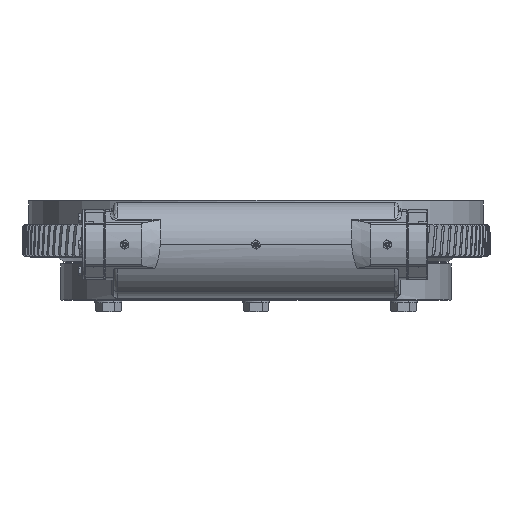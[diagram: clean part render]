
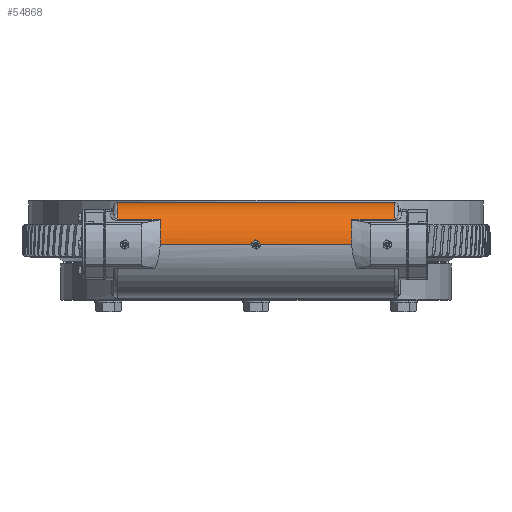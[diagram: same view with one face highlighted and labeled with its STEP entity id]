
A CAD part, front view. The second image highlights one B-rep face of the part: STEP entity #54868.
In plain terms, the highlighted cylindrical face has radius 57 mm (diameter 114 mm), a partial arc.
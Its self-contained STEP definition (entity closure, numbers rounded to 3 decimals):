
#1765 = CARTESIAN_POINT ( 'NONE',  ( -130.8, -390.35, 0. ) ) ;
#2364 = CARTESIAN_POINT ( 'NONE',  ( -3.819, -390.319, 1.885 ) ) ;
#2412 = VERTEX_POINT ( 'NONE', #84355 ) ;
#2703 = CARTESIAN_POINT ( 'NONE',  ( 3.686, -390.31, 2.134 ) ) ;
#3061 = CARTESIAN_POINT ( 'NONE',  ( -2.595, -390.25, 3.377 ) ) ;
#3428 = CARTESIAN_POINT ( 'NONE',  ( 2.129, -390.231, 3.688 ) ) ;
#4890 = CIRCLE ( 'NONE', #12123, 57. ) ;
#6001 = ORIENTED_EDGE ( 'NONE', *, *, #9032, .F. ) ;
#6172 = EDGE_CURVE ( 'NONE', #89198, #105552, #27515, .T. ) ;
#7613 = CARTESIAN_POINT ( 'NONE',  ( 130.8, -378.424, 34.89 ) ) ;
#9032 = EDGE_CURVE ( 'NONE', #71959, #105552, #77608, .T. ) ;
#9062 = VERTEX_POINT ( 'NONE', #7613 ) ;
#9526 = CYLINDRICAL_SURFACE ( 'NONE', #18646, 57. ) ;
#10189 = CARTESIAN_POINT ( 'NONE',  ( -4.25, -390.35, 0. ) ) ;
#10364 = B_SPLINE_CURVE_WITH_KNOTS ( 'NONE', 3,
 ( #10189, #51185, #91860, #35537, #92552, #2364, #75766, #76113, #19441, #50848, #3061, #26958, #75390, #36213, #18742, #100759, #44101, #84323, #60095, #11268, #68282, #26602, #3428, #60450, #83965, #11625, #35171, #2703, #83604, #92197, #43018, #43375, #100040, #68653 ),
 .UNSPECIFIED., .F., .F.,
 ( 4, 2, 2, 2, 2, 2, 2, 2, 2, 2, 2, 2, 2, 2, 2, 2, 4 ),
 ( 0., 0.001, 0.002, 0.002, 0.003, 0.004, 0.005, 0.006, 0.007, 0.007, 0.008, 0.009, 0.01, 0.011, 0.012, 0.012, 0.013 ),
 .UNSPECIFIED. ) ;
#11268 = CARTESIAN_POINT ( 'NONE',  ( 1.101, -390.201, 4.114 ) ) ;
#11625 = CARTESIAN_POINT ( 'NONE',  ( 3.202, -390.281, 2.809 ) ) ;
#12123 = AXIS2_PLACEMENT_3D ( 'NONE', #44088, #68266, #101081 ) ;
#14486 = VECTOR ( 'NONE', #53243, 1000. ) ;
#15098 = DIRECTION ( 'NONE',  ( -1., 0., 0. ) ) ;
#16345 = EDGE_CURVE ( 'NONE', #9062, #91126, #102121, .T. ) ;
#16898 = DIRECTION ( 'NONE',  ( 0., 0., 1. ) ) ;
#18035 = ORIENTED_EDGE ( 'NONE', *, *, #6172, .T. ) ;
#18646 = AXIS2_PLACEMENT_3D ( 'NONE', #102225, #102932, #94404 ) ;
#18742 = CARTESIAN_POINT ( 'NONE',  ( -1.105, -390.201, 4.113 ) ) ;
#19441 = CARTESIAN_POINT ( 'NONE',  ( -3.201, -390.281, 2.809 ) ) ;
#19496 = CARTESIAN_POINT ( 'NONE',  ( -130.8, -378.424, 34.89 ) ) ;
#20925 = ORIENTED_EDGE ( 'NONE', *, *, #86271, .T. ) ;
#21182 = DIRECTION ( 'NONE',  ( 1., 0., 0. ) ) ;
#25177 = VERTEX_POINT ( 'NONE', #25309 ) ;
#25309 = CARTESIAN_POINT ( 'NONE',  ( 130.8, -390.35, 0. ) ) ;
#26602 = CARTESIAN_POINT ( 'NONE',  ( 1.881, -390.222, 3.821 ) ) ;
#26958 = CARTESIAN_POINT ( 'NONE',  ( -2.131, -390.231, 3.688 ) ) ;
#27515 = LINE ( 'NONE', #61305, #91326 ) ;
#28199 = EDGE_CURVE ( 'NONE', #2412, #60436, #86805, .T. ) ;
#29511 = EDGE_CURVE ( 'NONE', #25177, #9062, #75394, .T. ) ;
#30459 = AXIS2_PLACEMENT_3D ( 'NONE', #70044, #21182, #37255 ) ;
#30998 = CARTESIAN_POINT ( 'NONE',  ( -207., -378.424, 34.89 ) ) ;
#32248 = CARTESIAN_POINT ( 'NONE',  ( -130.8, -333.35, 0. ) ) ;
#32433 = LINE ( 'NONE', #52881, #14486 ) ;
#35171 = CARTESIAN_POINT ( 'NONE',  ( 3.378, -390.291, 2.594 ) ) ;
#35173 = CARTESIAN_POINT ( 'NONE',  ( -207., -333.35, 57. ) ) ;
#35537 = CARTESIAN_POINT ( 'NONE',  ( -4.114, -390.34, 1.1 ) ) ;
#36213 = CARTESIAN_POINT ( 'NONE',  ( -1.372, -390.207, 4.032 ) ) ;
#36835 = CARTESIAN_POINT ( 'NONE',  ( -4.25, -390.35, 0. ) ) ;
#37255 = DIRECTION ( 'NONE',  ( 0., 0., -1. ) ) ;
#37265 = ORIENTED_EDGE ( 'NONE', *, *, #28199, .T. ) ;
#39200 = DIRECTION ( 'NONE',  ( 1., 0., 0. ) ) ;
#42746 = VERTEX_POINT ( 'NONE', #81807 ) ;
#43018 = CARTESIAN_POINT ( 'NONE',  ( 4.113, -390.34, 1.107 ) ) ;
#43375 = CARTESIAN_POINT ( 'NONE',  ( 4.222, -390.348, 0.562 ) ) ;
#44088 = CARTESIAN_POINT ( 'NONE',  ( 189.3, -333.35, 0. ) ) ;
#44101 = CARTESIAN_POINT ( 'NONE',  ( -0.28, -390.191, 4.25 ) ) ;
#45095 = ORIENTED_EDGE ( 'NONE', *, *, #61193, .T. ) ;
#48386 = EDGE_CURVE ( 'NONE', #91126, #2412, #4890, .T. ) ;
#49029 = AXIS2_PLACEMENT_3D ( 'NONE', #81068, #89667, #16898 ) ;
#49116 = FACE_OUTER_BOUND ( 'NONE', #50137, .T. ) ;
#50137 = EDGE_LOOP ( 'NONE', ( #88326, #37265, #20925, #18035, #6001, #77749, #45095, #78821, #100439, #67680 ) ) ;
#50848 = CARTESIAN_POINT ( 'NONE',  ( -2.809, -390.26, 3.201 ) ) ;
#51185 = CARTESIAN_POINT ( 'NONE',  ( -4.25, -390.35, 0.281 ) ) ;
#52881 = CARTESIAN_POINT ( 'NONE',  ( 194.3, -390.35, 0. ) ) ;
#53243 = DIRECTION ( 'NONE',  ( -1., 0., 0. ) ) ;
#54868 = ADVANCED_FACE ( 'NONE', ( #49116 ), #9526, .T. ) ;
#57523 = VECTOR ( 'NONE', #39200, 1000. ) ;
#60095 = CARTESIAN_POINT ( 'NONE',  ( 0.556, -390.193, 4.223 ) ) ;
#60256 = DIRECTION ( 'NONE',  ( 1., 0., 0. ) ) ;
#60420 = CARTESIAN_POINT ( 'NONE',  ( -189.3, -333.35, 57. ) ) ;
#60436 = VERTEX_POINT ( 'NONE', #60420 ) ;
#60450 = CARTESIAN_POINT ( 'NONE',  ( 2.59, -390.25, 3.381 ) ) ;
#61193 = EDGE_CURVE ( 'NONE', #73885, #42746, #10364, .T. ) ;
#61305 = CARTESIAN_POINT ( 'NONE',  ( -207., -378.424, 34.89 ) ) ;
#63332 = LINE ( 'NONE', #105312, #77279 ) ;
#67680 = ORIENTED_EDGE ( 'NONE', *, *, #16345, .T. ) ;
#68266 = DIRECTION ( 'NONE',  ( -1., 0., 0. ) ) ;
#68282 = CARTESIAN_POINT ( 'NONE',  ( 1.366, -390.207, 4.034 ) ) ;
#68653 = CARTESIAN_POINT ( 'NONE',  ( 4.25, -390.35, 0. ) ) ;
#70044 = CARTESIAN_POINT ( 'NONE',  ( -189.3, -333.35, 0. ) ) ;
#71120 = CIRCLE ( 'NONE', #30459, 57. ) ;
#71959 = VERTEX_POINT ( 'NONE', #1765 ) ;
#73885 = VERTEX_POINT ( 'NONE', #36835 ) ;
#74056 = EDGE_CURVE ( 'NONE', #25177, #42746, #63332, .T. ) ;
#75390 = CARTESIAN_POINT ( 'NONE',  ( -1.884, -390.222, 3.82 ) ) ;
#75394 = CIRCLE ( 'NONE', #49029, 57. ) ;
#75766 = CARTESIAN_POINT ( 'NONE',  ( -3.689, -390.311, 2.129 ) ) ;
#76113 = CARTESIAN_POINT ( 'NONE',  ( -3.381, -390.292, 2.591 ) ) ;
#77279 = VECTOR ( 'NONE', #88548, 1000. ) ;
#77608 = CIRCLE ( 'NONE', #95906, 57. ) ;
#77749 = ORIENTED_EDGE ( 'NONE', *, *, #90887, .F. ) ;
#78821 = ORIENTED_EDGE ( 'NONE', *, *, #74056, .F. ) ;
#81068 = CARTESIAN_POINT ( 'NONE',  ( 130.8, -333.35, 0. ) ) ;
#81807 = CARTESIAN_POINT ( 'NONE',  ( 4.25, -390.35, 0. ) ) ;
#83604 = CARTESIAN_POINT ( 'NONE',  ( 3.819, -390.319, 1.886 ) ) ;
#83965 = CARTESIAN_POINT ( 'NONE',  ( 2.805, -390.26, 3.206 ) ) ;
#84323 = CARTESIAN_POINT ( 'NONE',  ( 0.274, -390.191, 4.25 ) ) ;
#84355 = CARTESIAN_POINT ( 'NONE',  ( 189.3, -333.35, 57. ) ) ;
#86271 = EDGE_CURVE ( 'NONE', #60436, #89198, #71120, .T. ) ;
#86805 = LINE ( 'NONE', #35173, #100826 ) ;
#88326 = ORIENTED_EDGE ( 'NONE', *, *, #48386, .T. ) ;
#88548 = DIRECTION ( 'NONE',  ( -1., 0., 0. ) ) ;
#89198 = VERTEX_POINT ( 'NONE', #96512 ) ;
#89667 = DIRECTION ( 'NONE',  ( -1., 0., 0. ) ) ;
#90887 = EDGE_CURVE ( 'NONE', #73885, #71959, #32433, .T. ) ;
#91090 = CARTESIAN_POINT ( 'NONE',  ( 189.3, -378.424, 34.89 ) ) ;
#91126 = VERTEX_POINT ( 'NONE', #91090 ) ;
#91326 = VECTOR ( 'NONE', #60256, 1000. ) ;
#91860 = CARTESIAN_POINT ( 'NONE',  ( -4.222, -390.348, 0.557 ) ) ;
#92197 = CARTESIAN_POINT ( 'NONE',  ( 4.032, -390.334, 1.371 ) ) ;
#92552 = CARTESIAN_POINT ( 'NONE',  ( -4.033, -390.334, 1.37 ) ) ;
#94404 = DIRECTION ( 'NONE',  ( 0., 0., 1. ) ) ;
#95906 = AXIS2_PLACEMENT_3D ( 'NONE', #32248, #15098, #96407 ) ;
#96407 = DIRECTION ( 'NONE',  ( 0., 0., 1. ) ) ;
#96512 = CARTESIAN_POINT ( 'NONE',  ( -189.3, -378.424, 34.89 ) ) ;
#100040 = CARTESIAN_POINT ( 'NONE',  ( 4.25, -390.35, 0.281 ) ) ;
#100041 = DIRECTION ( 'NONE',  ( -1., 0., 0. ) ) ;
#100439 = ORIENTED_EDGE ( 'NONE', *, *, #29511, .T. ) ;
#100759 = CARTESIAN_POINT ( 'NONE',  ( -0.556, -390.193, 4.223 ) ) ;
#100826 = VECTOR ( 'NONE', #100041, 1000. ) ;
#101081 = DIRECTION ( 'NONE',  ( 0., 0., -1. ) ) ;
#102121 = LINE ( 'NONE', #30998, #57523 ) ;
#102225 = CARTESIAN_POINT ( 'NONE',  ( -207., -333.35, 0. ) ) ;
#102932 = DIRECTION ( 'NONE',  ( -1., 0., 0. ) ) ;
#105312 = CARTESIAN_POINT ( 'NONE',  ( 194.3, -390.35, 0. ) ) ;
#105552 = VERTEX_POINT ( 'NONE', #19496 ) ;
